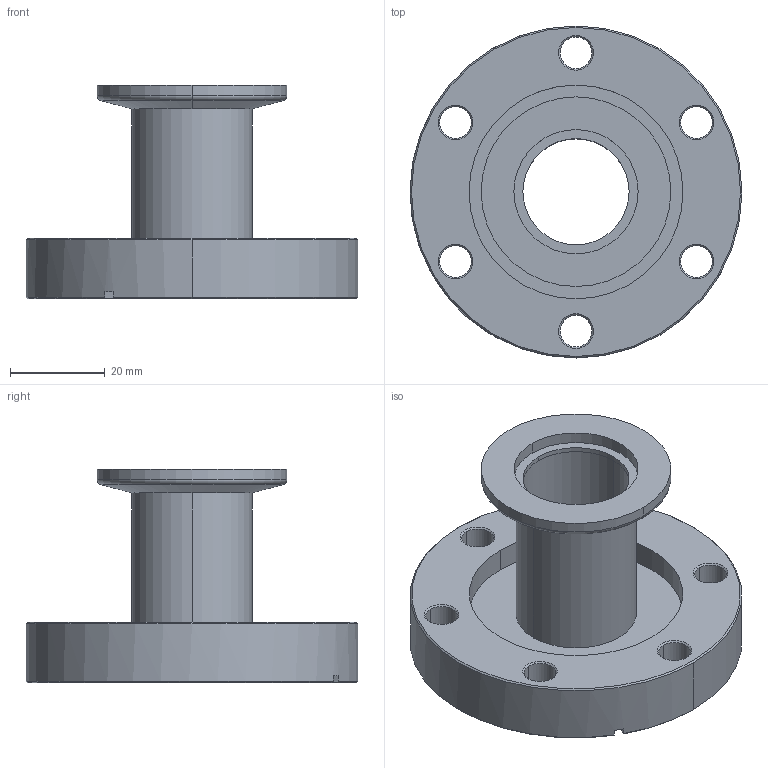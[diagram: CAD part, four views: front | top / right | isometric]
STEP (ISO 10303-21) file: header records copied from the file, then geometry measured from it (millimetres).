
FILE_DESCRIPTION (( 'STEP AP214' ), '1' );
FILE_NAME ('Hositrad_CFA35-KF25.STEP', '2017-05-10T14:00:52', ( 'Gebruiker' ), ( '' ), 'SwSTEP 2.0', 'SolidWorks 2017', '' );
FILE_SCHEMA (( 'AUTOMOTIVE_DESIGN' ));
Length unit declared in the file: millimetre
Products named in the file (6): KF25-WS_KF25-25Ws; Hositrad_CFA35-KF25; CF-To-KF-Adaptors-All_CFA35-KF25; CF35-38-R; CF35-BR-outerring; CF35-BR-innerring_CF35-25
Assembly tree (5 placements, depth 3):
  Hositrad_CFA35-KF25
    CF-To-KF-Adaptors-All_CFA35-KF25
    CF35-38-R
      CF35-BR-innerring_CF35-25
      CF35-BR-outerring
    KF25-WS_KF25-25Ws
Bounding box: 70 x 70 x 45 mm (x, y, z)
Volume: 40125.8 mm3; surface area: 22734.3 mm2
Topology: 4 solids, 4 shells, 90 faces, 200 edges, 120 vertices
Faces by surface type: cone 38, cylinder 36, plane 14, torus 2
Entity records: 2790 total; most frequent: DIRECTION 510, CARTESIAN_POINT 431, ORIENTED_EDGE 400, AXIS2_PLACEMENT_3D 215, EDGE_CURVE 200, VERTEX_POINT 120, CIRCLE 116, EDGE_LOOP 112
